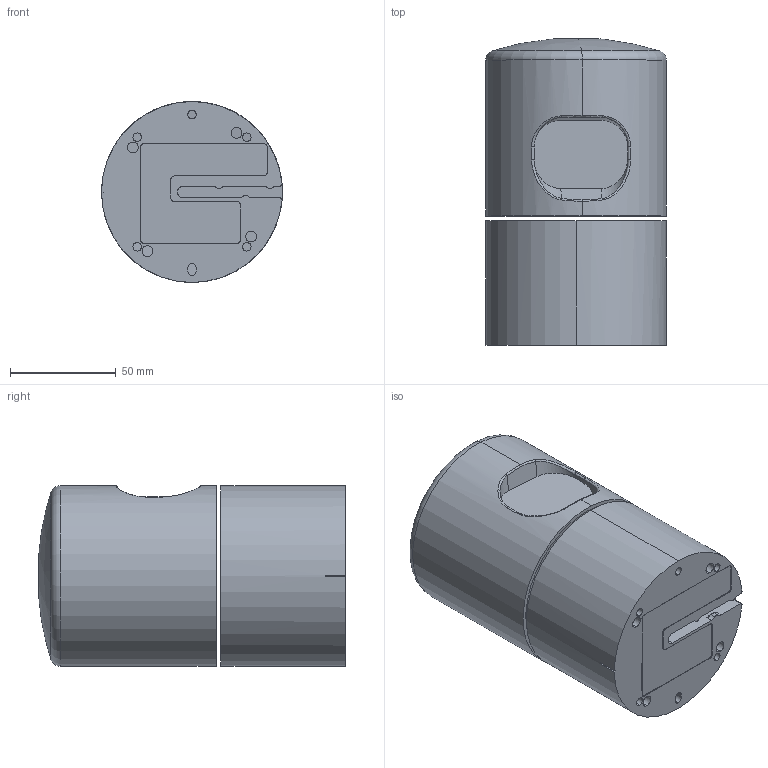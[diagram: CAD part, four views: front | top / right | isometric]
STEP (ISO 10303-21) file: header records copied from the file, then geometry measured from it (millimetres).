
FILE_DESCRIPTION (( 'STEP AP203' ), '1' );
FILE_NAME ('HDL32E OUTLINE MODEL.STEP', '2012-08-06T23:10:57', ( 'cad velodyne' ), ( '' ), 'SwSTEP 2.0', 'SolidWorks 2012', '' );
FILE_SCHEMA (( 'CONFIG_CONTROL_DESIGN' ));
Length unit declared in the file: millimetre
Products named in the file (1): HDL32E OUTLINE MODEL
Bounding box: 85.34 x 144.67 x 85.34 mm (x, y, z)
Surface area: 69069.5 mm2 (no closed solid volume)
Topology: 0 solids, 10 shells, 181 faces, 571 edges, 390 vertices
Faces by surface type: cylinder 108, plane 51, torus 11, bspline 7, sphere 2, cone 2
Entity records: 7122 total; most frequent: CARTESIAN_POINT 1954, DIRECTION 1131, ORIENTED_EDGE 975, EDGE_CURVE 571, AXIS2_PLACEMENT_3D 431, VERTEX_POINT 390, VECTOR 269, LINE 269
